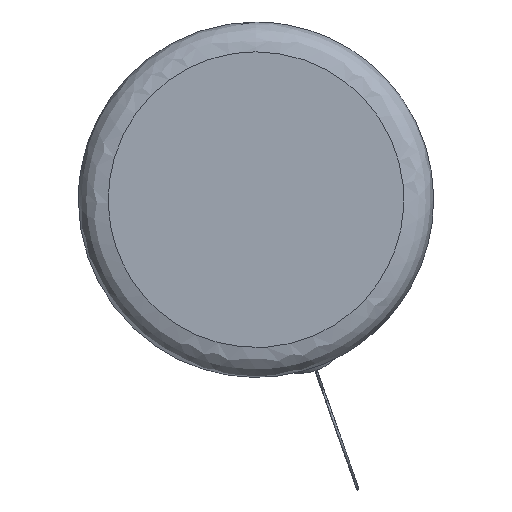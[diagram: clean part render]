
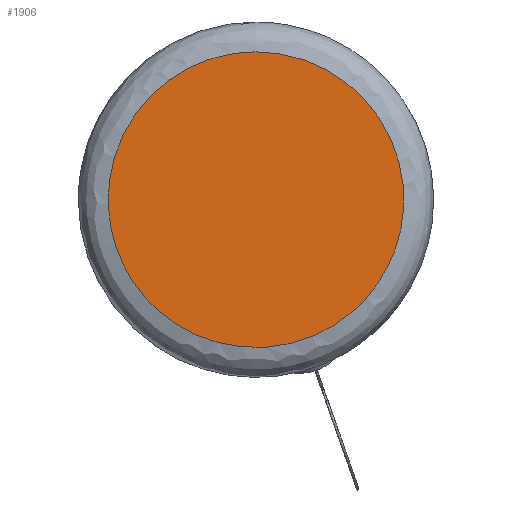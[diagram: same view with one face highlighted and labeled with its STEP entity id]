
A CAD part, front view. The second image highlights one B-rep face of the part: STEP entity #1906.
In plain terms, the highlighted free-form (B-spline) face has degree [1, 1] with [2, 2] control points.
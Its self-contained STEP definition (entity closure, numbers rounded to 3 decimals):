
#1800 = EDGE_CURVE('',#1801,#1801,#1803,.T.);
#1801 = VERTEX_POINT('',#1802);
#1802 = CARTESIAN_POINT('',(0.,0.,43.887));
#1803 = ( BOUNDED_CURVE() B_SPLINE_CURVE(2,(#1804,#1805,#1806,#1807,
#1808,#1809,#1810),.UNSPECIFIED.,.T.,.F.) B_SPLINE_CURVE_WITH_KNOTS((3,2
    ,2,3),(1.571,3.665,5.76,7.854),
.PIECEWISE_BEZIER_KNOTS.) CURVE() GEOMETRIC_REPRESENTATION_ITEM() 
RATIONAL_B_SPLINE_CURVE((1.,0.5,1.,0.5,1.,0.5,1.)) REPRESENTATION_ITEM(
  '') );
#1804 = CARTESIAN_POINT('',(0.,0.,43.887));
#1805 = CARTESIAN_POINT('',(76.015,0.,43.887));
#1806 = CARTESIAN_POINT('',(38.007,0.,-21.944));
#1807 = CARTESIAN_POINT('',(0.,0.,-87.774));
#1808 = CARTESIAN_POINT('',(-38.007,0.,-21.944));
#1809 = CARTESIAN_POINT('',(-76.015,0.,43.887));
#1810 = CARTESIAN_POINT('',(0.,0.,43.887));
#1906 = ADVANCED_FACE('',(#1907),#1910,.T.);
#1907 = FACE_BOUND('',#1908,.T.);
#1908 = EDGE_LOOP('',(#1909));
#1909 = ORIENTED_EDGE('',*,*,#1800,.F.);
#1910 = B_SPLINE_SURFACE_WITH_KNOTS('',1,1,(
    (#1911,#1912)
    ,(#1913,#1914
    )),.UNSPECIFIED.,.F.,.F.,.F.,(2,2),(2,2),(-49.403,
    49.403),(-49.403,49.403),
  .PIECEWISE_BEZIER_KNOTS.);
#1911 = CARTESIAN_POINT('',(-43.887,0.,43.887));
#1912 = CARTESIAN_POINT('',(43.887,0.,43.887));
#1913 = CARTESIAN_POINT('',(-43.887,0.,-43.887));
#1914 = CARTESIAN_POINT('',(43.887,0.,-43.887));
